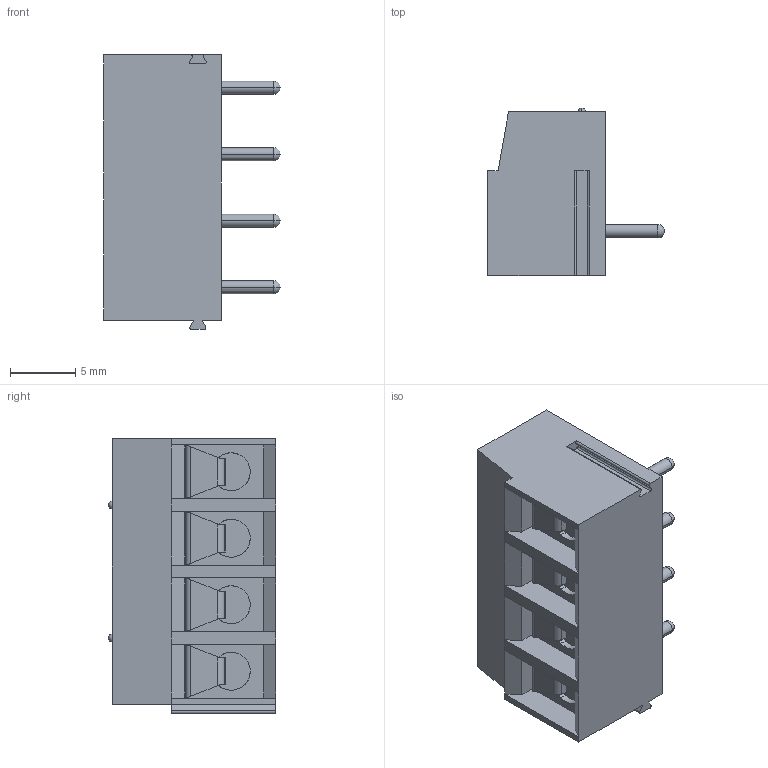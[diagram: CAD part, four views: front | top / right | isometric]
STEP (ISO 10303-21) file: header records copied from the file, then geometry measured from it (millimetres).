
FILE_DESCRIPTION((''),'2;1');
FILE_NAME('PRT0053','2024-12-10T',('yanfa'),(''),'PRO/ENGINEER BY PARAMETRIC TECHNOLOGY CORPORATION, 2009280','PRO/ENGINEER BY PARAMETRIC TECHNOLOGY CORPORATION, 2009280','');
FILE_SCHEMA(('AUTOMOTIVE_DESIGN_CC2 { 1 2 10303 214 -1 1 5 2 }'));
Length unit declared in the file: millimetre
Products named in the file (1): PRT0053
Bounding box: 13.5 x 12.8 x 21.01 mm (x, y, z)
Volume: 1850.4 mm3; surface area: 1658.4 mm2
Topology: 1 solids, 1 shells, 246 faces, 648 edges, 410 vertices
Faces by surface type: plane 132, cylinder 78, cone 16, sphere 12, torus 8
Entity records: 7660 total; most frequent: CARTESIAN_POINT 1580, ORIENTED_EDGE 1272, DIRECTION 1248, EDGE_CURVE 636, AXIS2_PLACEMENT_3D 434, VERTEX_POINT 410, VECTOR 380, LINE 380
